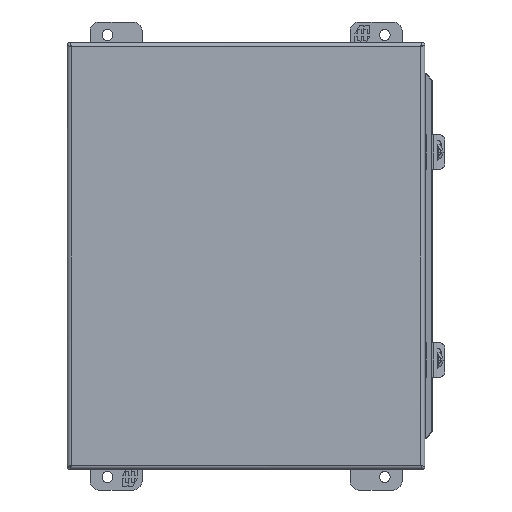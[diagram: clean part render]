
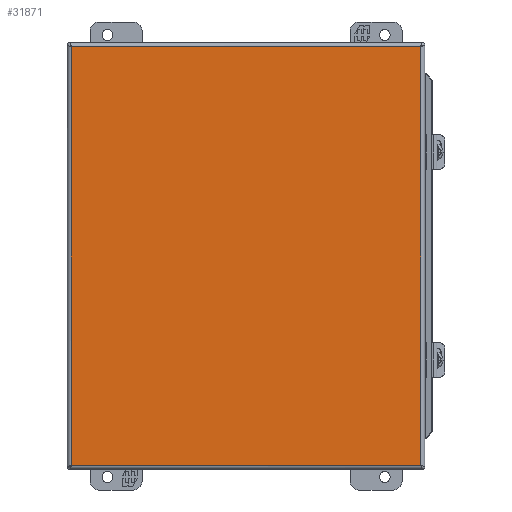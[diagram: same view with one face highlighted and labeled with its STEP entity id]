
A CAD part, front view. The second image highlights one B-rep face of the part: STEP entity #31871.
In plain terms, the highlighted planar face has unit normal (0, -1, 0).
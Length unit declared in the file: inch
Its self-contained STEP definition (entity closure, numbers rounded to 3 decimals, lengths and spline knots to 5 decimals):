
#621 = ORIENTED_EDGE ( 'NONE', *, *, #13851, .T. ) ;
#736 = EDGE_LOOP ( 'NONE', ( #1426, #15236, #621, #20527 ) ) ;
#1424 = DIRECTION ( 'NONE',  ( 0., 0., -1. ) ) ;
#1426 = ORIENTED_EDGE ( 'NONE', *, *, #13476, .T. ) ;
#1774 = DIRECTION ( 'NONE',  ( 1., 0., 0. ) ) ;
#2226 = DIRECTION ( 'NONE',  ( 0., 0., 1. ) ) ;
#3018 = EDGE_CURVE ( 'NONE', #18848, #7760, #31944, .T. ) ;
#4788 = VECTOR ( 'NONE', #17084, 39.37008 ) ;
#5561 = VERTEX_POINT ( 'NONE', #16441 ) ;
#6720 = EDGE_CURVE ( 'NONE', #22726, #5561, #18927, .T. ) ;
#7744 = DIRECTION ( 'NONE',  ( -1., 0., 0. ) ) ;
#7760 = VERTEX_POINT ( 'NONE', #27402 ) ;
#7987 = VECTOR ( 'NONE', #1774, 39.37008 ) ;
#8360 = VECTOR ( 'NONE', #7744, 39.37008 ) ;
#9617 = LINE ( 'NONE', #33117, #13596 ) ;
#10581 = LINE ( 'NONE', #17462, #4788 ) ;
#12947 = CARTESIAN_POINT ( 'NONE',  ( -5.15591, -6.19685, 6.0378 ) ) ;
#13476 = EDGE_CURVE ( 'NONE', #5561, #18848, #10581, .T. ) ;
#13596 = VECTOR ( 'NONE', #2226, 39.37008 ) ;
#13851 = EDGE_CURVE ( 'NONE', #7760, #22726, #9617, .T. ) ;
#15236 = ORIENTED_EDGE ( 'NONE', *, *, #3018, .T. ) ;
#15269 = PLANE ( 'NONE',  #20497 ) ;
#15733 = CARTESIAN_POINT ( 'NONE',  ( 5.15591, -6.19685, -6.0378 ) ) ;
#16441 = CARTESIAN_POINT ( 'NONE',  ( -5.0378, -6.19685, 6.0378 ) ) ;
#17084 = DIRECTION ( 'NONE',  ( 0., 0., -1. ) ) ;
#17276 = CARTESIAN_POINT ( 'NONE',  ( 5.0378, -6.19685, 6.0378 ) ) ;
#17462 = CARTESIAN_POINT ( 'NONE',  ( -5.0378, -6.19685, -6.15591 ) ) ;
#18521 = CARTESIAN_POINT ( 'NONE',  ( -5.0378, -6.19685, -6.0378 ) ) ;
#18840 = CARTESIAN_POINT ( 'NONE',  ( 0., -6.19685, 0. ) ) ;
#18848 = VERTEX_POINT ( 'NONE', #18521 ) ;
#18927 = LINE ( 'NONE', #12947, #8360 ) ;
#20497 = AXIS2_PLACEMENT_3D ( 'NONE', #18840, #24227, #1424 ) ;
#20527 = ORIENTED_EDGE ( 'NONE', *, *, #6720, .T. ) ;
#22726 = VERTEX_POINT ( 'NONE', #17276 ) ;
#24227 = DIRECTION ( 'NONE',  ( 0., -1., 0. ) ) ;
#27402 = CARTESIAN_POINT ( 'NONE',  ( 5.0378, -6.19685, -6.0378 ) ) ;
#27638 = FACE_OUTER_BOUND ( 'NONE', #736, .T. ) ;
#31871 = ADVANCED_FACE ( 'NONE', ( #27638 ), #15269, .T. ) ;
#31944 = LINE ( 'NONE', #15733, #7987 ) ;
#33117 = CARTESIAN_POINT ( 'NONE',  ( 5.0378, -6.19685, 6.15591 ) ) ;
